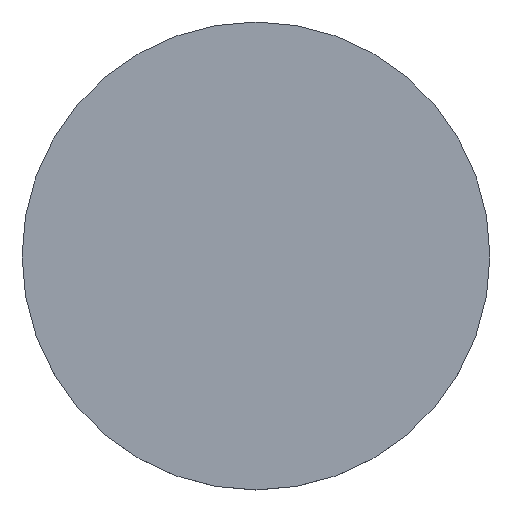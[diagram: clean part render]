
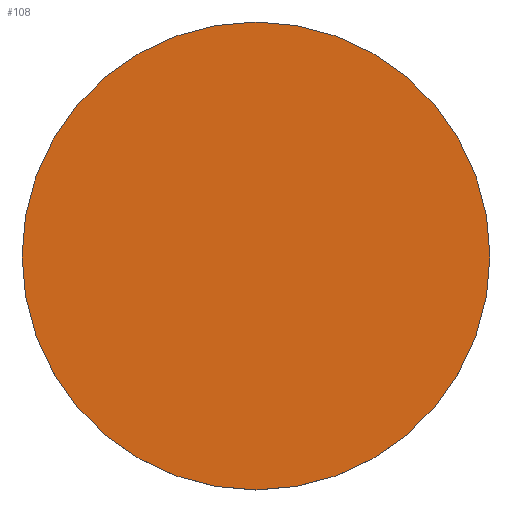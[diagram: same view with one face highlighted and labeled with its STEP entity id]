
A CAD part, top view. The second image highlights one B-rep face of the part: STEP entity #108.
In plain terms, the highlighted planar face has unit normal (0, 0, 1).
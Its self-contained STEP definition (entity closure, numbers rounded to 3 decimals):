
#8 = DIRECTION ( 'NONE',  ( 0., 0., 1. ) ) ;
#11 = CARTESIAN_POINT ( 'NONE',  ( 0., 0., 0.7 ) ) ;
#14 = ORIENTED_EDGE ( 'NONE', *, *, #161, .T. ) ;
#16 = EDGE_LOOP ( 'NONE', ( #58, #14 ) ) ;
#19 = VERTEX_POINT ( 'NONE', #121 ) ;
#21 = DIRECTION ( 'NONE',  ( 1., 0., 0. ) ) ;
#32 = CARTESIAN_POINT ( 'NONE',  ( 0., 0., 0.7 ) ) ;
#34 = DIRECTION ( 'NONE',  ( 1., 0., 0. ) ) ;
#37 = AXIS2_PLACEMENT_3D ( 'NONE', #32, #166, #34 ) ;
#45 = CIRCLE ( 'NONE', #71, 6.25 ) ;
#49 = CARTESIAN_POINT ( 'NONE',  ( 0., 0., 0.7 ) ) ;
#51 = CARTESIAN_POINT ( 'NONE',  ( -6.25, 0., 0.7 ) ) ;
#56 = CIRCLE ( 'NONE', #61, 6.25 ) ;
#58 = ORIENTED_EDGE ( 'NONE', *, *, #127, .T. ) ;
#61 = AXIS2_PLACEMENT_3D ( 'NONE', #11, #8, #21 ) ;
#65 = DIRECTION ( 'NONE',  ( 1., 0., 0. ) ) ;
#71 = AXIS2_PLACEMENT_3D ( 'NONE', #49, #150, #65 ) ;
#72 = FACE_OUTER_BOUND ( 'NONE', #16, .T. ) ;
#108 = ADVANCED_FACE ( 'NONE', ( #72 ), #134, .T. ) ;
#121 = CARTESIAN_POINT ( 'NONE',  ( 6.25, 0., 0.7 ) ) ;
#127 = EDGE_CURVE ( 'NONE', #164, #19, #45, .T. ) ;
#134 = PLANE ( 'NONE',  #37 ) ;
#150 = DIRECTION ( 'NONE',  ( 0., 0., 1. ) ) ;
#161 = EDGE_CURVE ( 'NONE', #19, #164, #56, .T. ) ;
#164 = VERTEX_POINT ( 'NONE', #51 ) ;
#166 = DIRECTION ( 'NONE',  ( 0., 0., 1. ) ) ;
